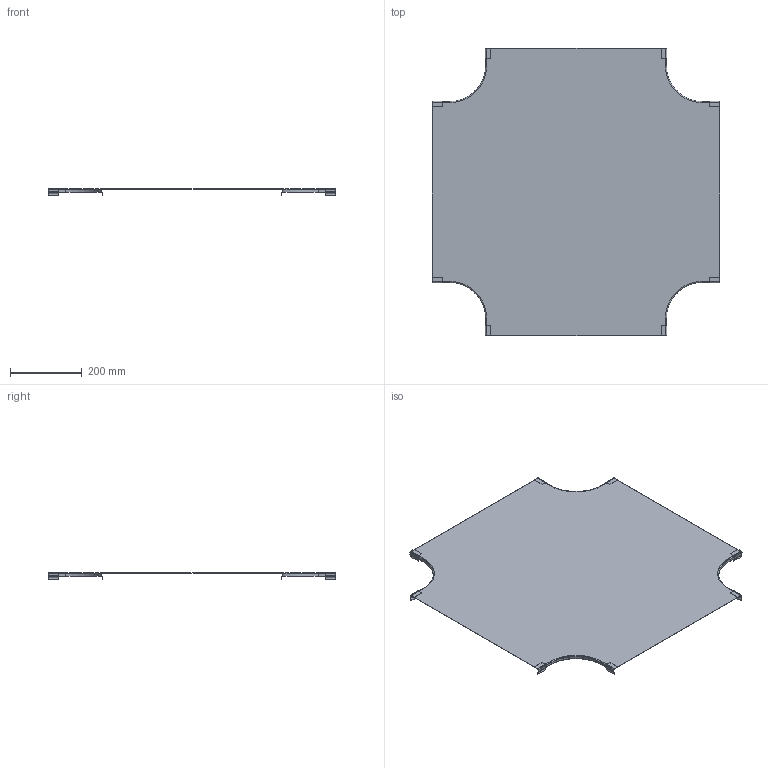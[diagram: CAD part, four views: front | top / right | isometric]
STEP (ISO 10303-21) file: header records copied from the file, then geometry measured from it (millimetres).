
FILE_DESCRIPTION(/* description */ (''),/* implementation_level */ '2;1');
FILE_NAME(/* name */ '340779.stp',/* time_stamp */ '2025-12-05T09:24:22+01:00',/* author */ ('mael.lecharpentier'),/* organization */ (''),/* preprocessor_version */ 'ST-DEVELOPER v20',/* originating_system */ 'AutoCAD Mechanical',/* authorisation */ '');
FILE_SCHEMA (('AUTOMOTIVE_DESIGN { 1 0 10303 214 3 1 1 }'));
Length unit declared in the file: millimetre
Products named in the file (1): Product
Bounding box: 801 x 801 x 19.25 mm (x, y, z)
Volume: 433338.5 mm3; surface area: 1159344.5 mm2
Topology: 9 solids, 9 shells, 162 faces, 416 edges, 272 vertices
Faces by surface type: plane 90, cylinder 60, torus 8, cone 4
Entity records: 4950 total; most frequent: DIRECTION 878, CARTESIAN_POINT 851, ORIENTED_EDGE 832, EDGE_CURVE 416, AXIS2_PLACEMENT_3D 299, LINE 280, VECTOR 280, VERTEX_POINT 272
